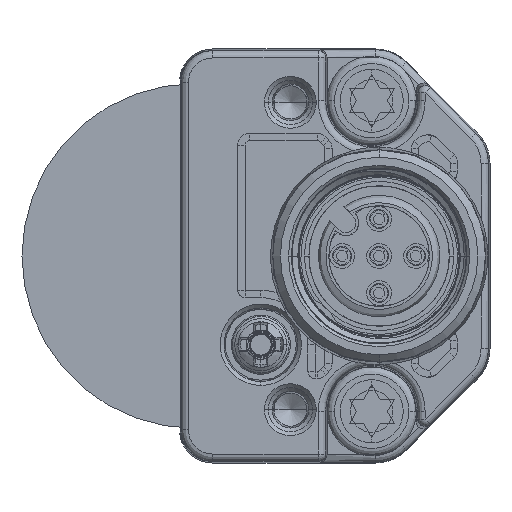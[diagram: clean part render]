
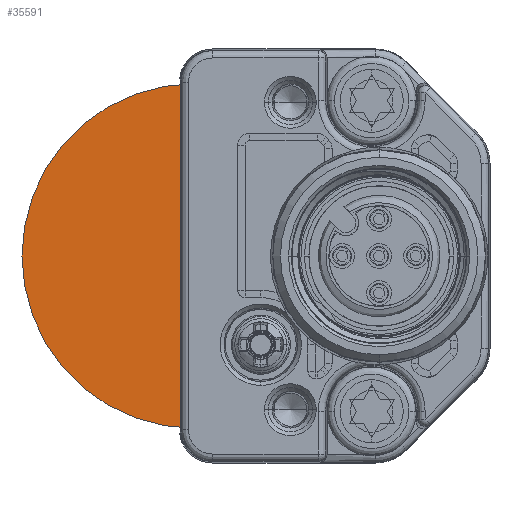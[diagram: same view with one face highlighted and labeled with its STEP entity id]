
A CAD part, left-side view. The second image highlights one B-rep face of the part: STEP entity #35591.
In plain terms, the highlighted face is planar.
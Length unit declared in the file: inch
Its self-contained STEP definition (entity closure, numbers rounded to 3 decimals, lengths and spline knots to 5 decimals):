
#35510=DIRECTION('',(1.,0.,0.));
#35511=VECTOR('',#35510,23.3);
#35512=CARTESIAN_POINT('',(-11.65,0.,0.));
#35513=LINE('',#35512,#35511);
#35514=DIRECTION('',(0.,1.,0.));
#35515=VECTOR('',#35514,1.5);
#35516=CARTESIAN_POINT('',(11.65,0.,0.));
#35517=LINE('',#35516,#35515);
#35518=CARTESIAN_POINT('',(0.,1.5,0.));
#35519=DIRECTION('',(0.,0.,1.));
#35520=DIRECTION('',(1.,0.,0.));
#35521=AXIS2_PLACEMENT_3D('',#35518,#35519,#35520);
#35523=DIRECTION('',(0.,-1.,0.));
#35524=VECTOR('',#35523,1.5);
#35525=CARTESIAN_POINT('',(-11.65,1.5,0.));
#35526=LINE('',#35525,#35524);
#35560=CARTESIAN_POINT('',(-11.65,0.,0.));
#35561=CARTESIAN_POINT('',(11.65,0.,0.));
#35562=VERTEX_POINT('',#35560);
#35563=VERTEX_POINT('',#35561);
#35564=CARTESIAN_POINT('',(11.65,1.5,0.));
#35565=VERTEX_POINT('',#35564);
#35566=CARTESIAN_POINT('',(-11.65,1.5,0.));
#35567=VERTEX_POINT('',#35566);
#35576=CARTESIAN_POINT('',(0.,0.,0.));
#35577=DIRECTION('',(0.,0.,1.));
#35578=DIRECTION('',(1.,0.,0.));
#35579=AXIS2_PLACEMENT_3D('',#35576,#35577,#35578);
#35580=PLANE('',#35579);
#35582=ORIENTED_EDGE('',*,*,#35581,.T.);
#35584=ORIENTED_EDGE('',*,*,#35583,.T.);
#35586=ORIENTED_EDGE('',*,*,#35585,.T.);
#35588=ORIENTED_EDGE('',*,*,#35587,.T.);
#35589=EDGE_LOOP('',(#35582,#35584,#35586,#35588));
#35590=FACE_OUTER_BOUND('',#35589,.F.);
#35591=ADVANCED_FACE('',(#35590),#35580,.F.);
#35522=CIRCLE('',#35521,11.65);
#35581=EDGE_CURVE('',#35562,#35563,#35513,.T.);
#35583=EDGE_CURVE('',#35563,#35565,#35517,.T.);
#35585=EDGE_CURVE('',#35565,#35567,#35522,.T.);
#35587=EDGE_CURVE('',#35567,#35562,#35526,.T.);
